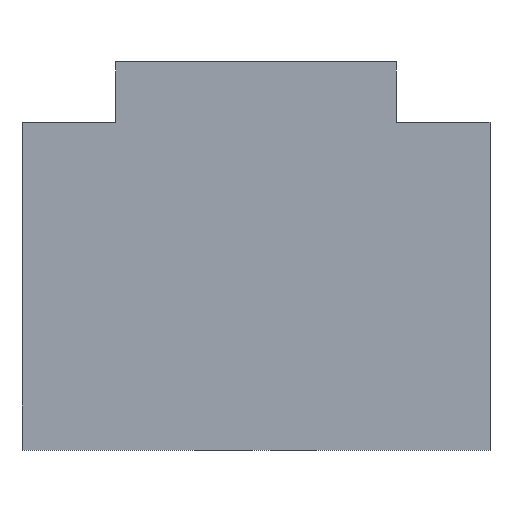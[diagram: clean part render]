
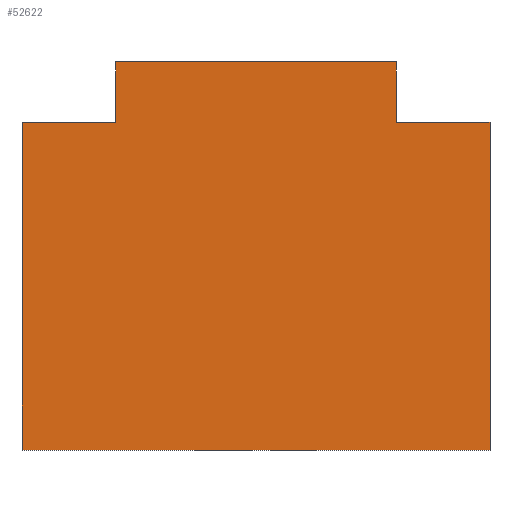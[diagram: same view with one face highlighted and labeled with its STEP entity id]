
A CAD part, front view. The second image highlights one B-rep face of the part: STEP entity #52622.
In plain terms, the highlighted planar face has unit normal (0, -1, 0).
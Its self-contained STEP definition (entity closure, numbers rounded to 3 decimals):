
#3232=PLANE('',#55137);
#5669=FACE_OUTER_BOUND('',#8925,.T.);
#8925=EDGE_LOOP('',(#50140,#50141,#50142,#50143,#50144,#50145,#50146,#50147));
#16113=LINE('',#81913,#23325);
#16120=LINE('',#81927,#23332);
#16122=LINE('',#81930,#23334);
#16125=LINE('',#81936,#23337);
#16127=LINE('',#81941,#23339);
#16130=LINE('',#81947,#23342);
#16133=LINE('',#81953,#23345);
#16136=LINE('',#81958,#23348);
#23325=VECTOR('',#67333,10.);
#23332=VECTOR('',#67342,10.);
#23334=VECTOR('',#67346,10.);
#23337=VECTOR('',#67351,10.);
#23339=VECTOR('',#67357,10.);
#23342=VECTOR('',#67362,10.);
#23345=VECTOR('',#67367,10.);
#23348=VECTOR('',#67372,10.);
#28268=VERTEX_POINT('',#81911);
#28269=VERTEX_POINT('',#81912);
#28272=VERTEX_POINT('',#81920);
#28275=VERTEX_POINT('',#81925);
#28277=VERTEX_POINT('',#81933);
#28278=VERTEX_POINT('',#81940);
#28280=VERTEX_POINT('',#81946);
#28282=VERTEX_POINT('',#81952);
#35547=EDGE_CURVE('',#28268,#28269,#16113,.T.);
#35554=EDGE_CURVE('',#28272,#28275,#16120,.T.);
#35556=EDGE_CURVE('',#28272,#28268,#16122,.T.);
#35559=EDGE_CURVE('',#28269,#28277,#16125,.T.);
#35561=EDGE_CURVE('',#28278,#28277,#16127,.T.);
#35564=EDGE_CURVE('',#28280,#28278,#16130,.T.);
#35567=EDGE_CURVE('',#28275,#28282,#16133,.T.);
#35570=EDGE_CURVE('',#28282,#28280,#16136,.T.);
#50140=ORIENTED_EDGE('',*,*,#35570,.T.);
#50141=ORIENTED_EDGE('',*,*,#35564,.T.);
#50142=ORIENTED_EDGE('',*,*,#35561,.T.);
#50143=ORIENTED_EDGE('',*,*,#35559,.F.);
#50144=ORIENTED_EDGE('',*,*,#35547,.F.);
#50145=ORIENTED_EDGE('',*,*,#35556,.F.);
#50146=ORIENTED_EDGE('',*,*,#35554,.T.);
#50147=ORIENTED_EDGE('',*,*,#35567,.T.);
#52622=ADVANCED_FACE('',(#5669),#3232,.F.);
#55137=AXIS2_PLACEMENT_3D('',#81961,#67376,#67377);
#67333=DIRECTION('',(1.,0.,0.));
#67342=DIRECTION('',(-1.,0.,0.));
#67346=DIRECTION('',(0.,0.,1.));
#67351=DIRECTION('',(0.,0.,-1.));
#67357=DIRECTION('',(-1.,0.,0.));
#67362=DIRECTION('',(0.,0.,1.));
#67367=DIRECTION('',(0.,0.,-1.));
#67372=DIRECTION('',(1.,0.,0.));
#67376=DIRECTION('center_axis',(0.,1.,0.));
#67377=DIRECTION('ref_axis',(1.,0.,0.));
#81911=CARTESIAN_POINT('',(-30.,0.,47.941));
#81912=CARTESIAN_POINT('',(30.,0.,47.941));
#81913=CARTESIAN_POINT('',(15.,0.,47.941));
#81920=CARTESIAN_POINT('',(-30.,0.,35.));
#81925=CARTESIAN_POINT('',(-50.,0.,35.));
#81927=CARTESIAN_POINT('',(50.,0.,35.));
#81930=CARTESIAN_POINT('',(-30.,0.,44.706));
#81933=CARTESIAN_POINT('',(30.,0.,35.));
#81936=CARTESIAN_POINT('',(30.,0.,38.235));
#81940=CARTESIAN_POINT('',(50.,0.,35.));
#81941=CARTESIAN_POINT('',(50.,0.,35.));
#81946=CARTESIAN_POINT('',(50.,0.,-35.));
#81947=CARTESIAN_POINT('',(50.,0.,-35.));
#81952=CARTESIAN_POINT('',(-50.,0.,-35.));
#81953=CARTESIAN_POINT('',(-50.,0.,35.));
#81958=CARTESIAN_POINT('',(-50.,0.,-35.));
#81961=CARTESIAN_POINT('Origin',(0.,0.,0.));
